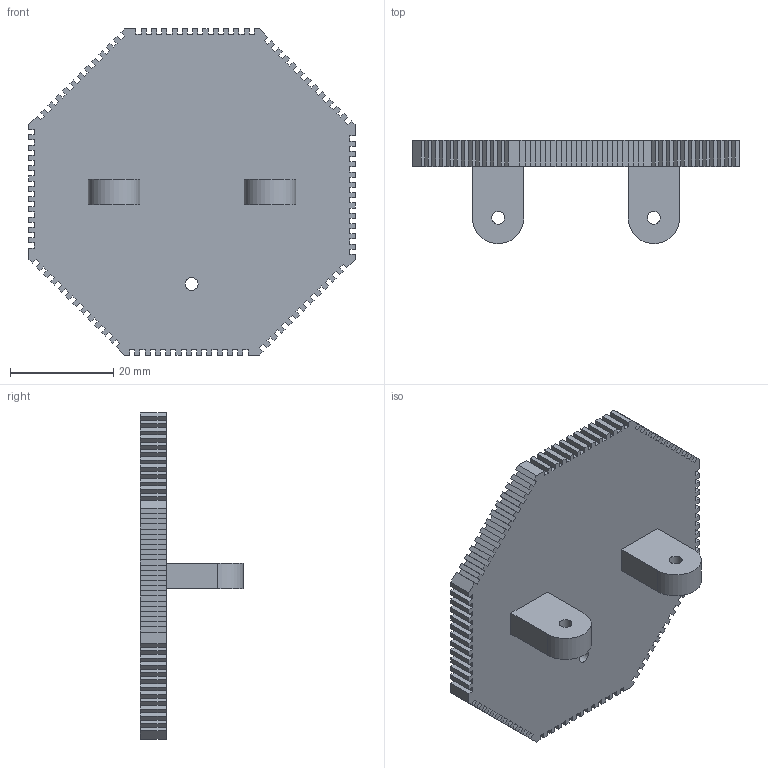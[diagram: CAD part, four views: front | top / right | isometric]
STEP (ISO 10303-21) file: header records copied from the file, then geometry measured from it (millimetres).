
FILE_DESCRIPTION(/* description */ (''),/* implementation_level */ '2;1');
FILE_NAME(/* name */ 'pla_2(Z_64 최상단).stp',/* time_stamp */ '2023-04-21T16:59:12+09:00',/* author */ ('didtk'),/* organization */ (''),/* preprocessor_version */ 'ST-DEVELOPER v19',/* originating_system */ 'Autodesk Inventor 2023',/* authorisation */ '');
FILE_SCHEMA (('AUTOMOTIVE_DESIGN { 1 0 10303 214 3 1 1 }'));
Length unit declared in the file: millimetre
Products named in the file (1): pla2
Bounding box: 63.34 x 20 x 63.34 mm (x, y, z)
Volume: 17455.2 mm3; surface area: 9366.3 mm2
Topology: 1 solids, 1 shells, 407 faces, 1209 edges, 806 vertices
Faces by surface type: plane 402, cylinder 5
Full cylindrical faces by diameter (mm): 2.5 x3
Entity records: 13408 total; most frequent: CARTESIAN_POINT 2423, ORIENTED_EDGE 2418, DIRECTION 2035, EDGE_CURVE 1209, LINE 1199, VECTOR 1199, VERTEX_POINT 806, AXIS2_PLACEMENT_3D 418
